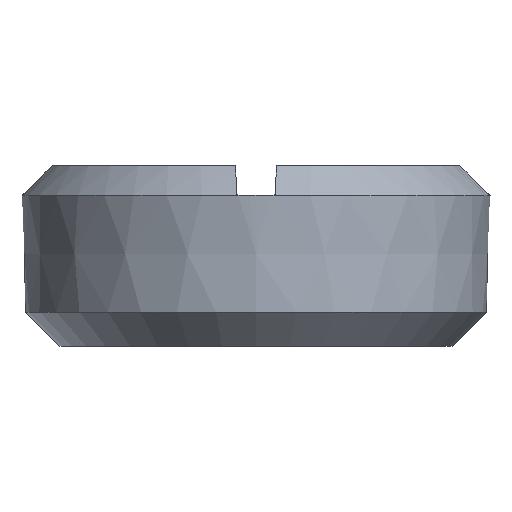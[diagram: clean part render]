
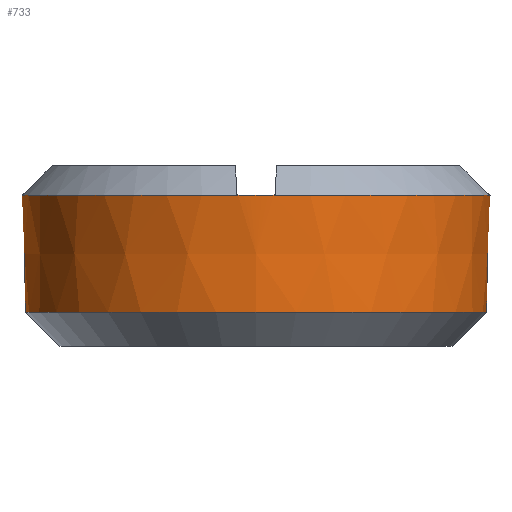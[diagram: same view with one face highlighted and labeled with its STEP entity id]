
A CAD part, left-side view. The second image highlights one B-rep face of the part: STEP entity #733.
In plain terms, the highlighted conical face has half-angle 1.79 degrees and reference radius 37.505 mm.
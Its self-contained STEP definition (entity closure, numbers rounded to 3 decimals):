
#53=CONICAL_SURFACE('',#817,37.505,0.031);
#72=FACE_OUTER_BOUND('',#116,.T.);
#116=EDGE_LOOP('',(#517,#518,#519,#520,#521,#522,#523,#524,#525,#526,#527,
#528,#529));
#149=CIRCLE('',#787,38.1);
#152=CIRCLE('',#792,38.1);
#153=CIRCLE('',#801,38.1);
#164=CIRCLE('',#816,38.1);
#165=CIRCLE('',#818,38.1);
#166=CIRCLE('',#819,38.1);
#167=CIRCLE('',#820,38.1);
#168=CIRCLE('',#821,37.505);
#169=CIRCLE('',#822,37.505);
#170=CIRCLE('',#823,38.1);
#171=CIRCLE('',#824,38.1);
#203=LINE('',#1313,#250);
#250=VECTOR('',#967,37.505);
#286=VERTEX_POINT('',#1103);
#287=VERTEX_POINT('',#1116);
#292=VERTEX_POINT('',#1142);
#297=VERTEX_POINT('',#1166);
#307=VERTEX_POINT('',#1213);
#309=VERTEX_POINT('',#1230);
#324=VERTEX_POINT('',#1280);
#325=VERTEX_POINT('',#1293);
#326=VERTEX_POINT('',#1310);
#327=VERTEX_POINT('',#1312);
#328=VERTEX_POINT('',#1314);
#353=EDGE_CURVE('',#286,#287,#149,.T.);
#364=EDGE_CURVE('',#297,#292,#152,.T.);
#382=EDGE_CURVE('',#309,#307,#153,.T.);
#400=EDGE_CURVE('',#324,#325,#164,.T.);
#402=EDGE_CURVE('',#325,#309,#165,.T.);
#403=EDGE_CURVE('',#324,#292,#166,.T.);
#404=EDGE_CURVE('',#326,#297,#167,.T.);
#405=EDGE_CURVE('',#326,#327,#203,.T.);
#406=EDGE_CURVE('',#327,#328,#168,.T.);
#407=EDGE_CURVE('',#328,#327,#169,.T.);
#408=EDGE_CURVE('',#287,#326,#170,.T.);
#409=EDGE_CURVE('',#286,#307,#171,.T.);
#517=ORIENTED_EDGE('',*,*,#382,.F.);
#518=ORIENTED_EDGE('',*,*,#402,.F.);
#519=ORIENTED_EDGE('',*,*,#400,.F.);
#520=ORIENTED_EDGE('',*,*,#403,.T.);
#521=ORIENTED_EDGE('',*,*,#364,.F.);
#522=ORIENTED_EDGE('',*,*,#404,.F.);
#523=ORIENTED_EDGE('',*,*,#405,.T.);
#524=ORIENTED_EDGE('',*,*,#406,.T.);
#525=ORIENTED_EDGE('',*,*,#407,.T.);
#526=ORIENTED_EDGE('',*,*,#405,.F.);
#527=ORIENTED_EDGE('',*,*,#408,.F.);
#528=ORIENTED_EDGE('',*,*,#353,.F.);
#529=ORIENTED_EDGE('',*,*,#409,.T.);
#733=ADVANCED_FACE('',(#72),#53,.T.);
#787=AXIS2_PLACEMENT_3D('',#1117,#882,#883);
#792=AXIS2_PLACEMENT_3D('',#1179,#894,#895);
#801=AXIS2_PLACEMENT_3D('',#1243,#922,#923);
#816=AXIS2_PLACEMENT_3D('',#1294,#957,#958);
#817=AXIS2_PLACEMENT_3D('',#1307,#959,#960);
#818=AXIS2_PLACEMENT_3D('',#1308,#961,#962);
#819=AXIS2_PLACEMENT_3D('',#1309,#963,#964);
#820=AXIS2_PLACEMENT_3D('',#1311,#965,#966);
#821=AXIS2_PLACEMENT_3D('',#1315,#968,#969);
#822=AXIS2_PLACEMENT_3D('',#1316,#970,#971);
#823=AXIS2_PLACEMENT_3D('',#1317,#972,#973);
#824=AXIS2_PLACEMENT_3D('',#1318,#974,#975);
#882=DIRECTION('center_axis',(0.,0.,
1.));
#883=DIRECTION('ref_axis',(1.,0.,0.));
#894=DIRECTION('center_axis',(0.,0.,
1.));
#895=DIRECTION('ref_axis',(1.,0.,0.));
#922=DIRECTION('center_axis',(0.,0.,
1.));
#923=DIRECTION('ref_axis',(1.,0.,0.));
#957=DIRECTION('center_axis',(0.,0.,
1.));
#958=DIRECTION('ref_axis',(1.,0.,0.));
#959=DIRECTION('center_axis',(0.,0.,
1.));
#960=DIRECTION('ref_axis',(1.,0.,0.));
#961=DIRECTION('center_axis',(0.,0.,
1.));
#962=DIRECTION('ref_axis',(1.,0.,0.));
#963=DIRECTION('center_axis',(0.,0.,
-1.));
#964=DIRECTION('ref_axis',(-1.,0.,0.));
#965=DIRECTION('center_axis',(0.,0.,
1.));
#966=DIRECTION('ref_axis',(1.,0.,0.));
#967=DIRECTION('',(0.031,0.,-1.));
#968=DIRECTION('center_axis',(0.,0.,
1.));
#969=DIRECTION('ref_axis',(1.,0.,0.));
#970=DIRECTION('center_axis',(0.,0.,
1.));
#971=DIRECTION('ref_axis',(1.,0.,0.));
#972=DIRECTION('center_axis',(0.,0.,
1.));
#973=DIRECTION('ref_axis',(1.,0.,0.));
#974=DIRECTION('center_axis',(0.,0.,
-1.));
#975=DIRECTION('ref_axis',(-1.,0.,0.));
#1103=CARTESIAN_POINT('',(-2.93,37.987,9.548));
#1116=CARTESIAN_POINT('',(-37.987,2.93,9.548));
#1117=CARTESIAN_POINT('Origin',(0.,0.,
9.548));
#1142=CARTESIAN_POINT('',(-2.93,-37.987,9.548));
#1166=CARTESIAN_POINT('',(-37.987,-2.93,9.548));
#1179=CARTESIAN_POINT('Origin',(0.,0.,
9.548));
#1213=CARTESIAN_POINT('',(2.93,37.987,9.548));
#1230=CARTESIAN_POINT('',(37.987,2.93,9.548));
#1243=CARTESIAN_POINT('Origin',(0.,0.,
9.548));
#1280=CARTESIAN_POINT('',(2.93,-37.987,9.548));
#1293=CARTESIAN_POINT('',(37.987,-2.93,9.548));
#1294=CARTESIAN_POINT('Origin',(0.,0.,
9.548));
#1307=CARTESIAN_POINT('Origin',(0.,0.,
-9.502));
#1308=CARTESIAN_POINT('Origin',(0.,0.,
9.548));
#1309=CARTESIAN_POINT('Origin',(0.,0.,
9.548));
#1310=CARTESIAN_POINT('',(-38.1,0.,9.548));
#1311=CARTESIAN_POINT('Origin',(0.,0.,
9.548));
#1312=CARTESIAN_POINT('',(-37.505,0.,-9.502));
#1313=CARTESIAN_POINT('',(-37.505,0.,-9.502));
#1314=CARTESIAN_POINT('',(37.505,0.,-9.502));
#1315=CARTESIAN_POINT('Origin',(0.,0.,
-9.502));
#1316=CARTESIAN_POINT('Origin',(0.,0.,
-9.502));
#1317=CARTESIAN_POINT('Origin',(0.,0.,
9.548));
#1318=CARTESIAN_POINT('Origin',(0.,0.,
9.548));
